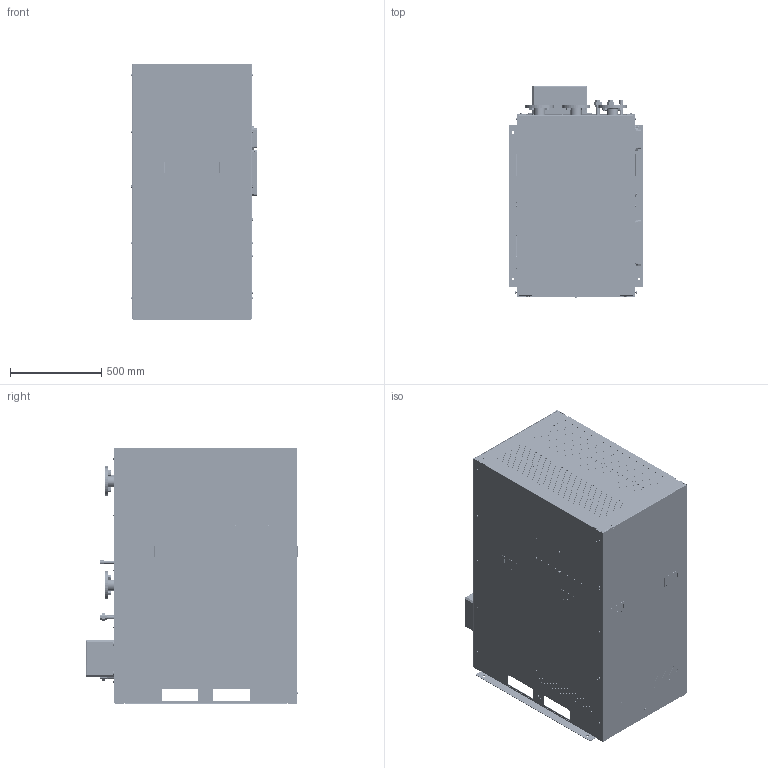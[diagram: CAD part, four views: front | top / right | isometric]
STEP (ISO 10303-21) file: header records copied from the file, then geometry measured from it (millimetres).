
FILE_DESCRIPTION(/* description */ (''),/* implementation_level */ '2;1');
FILE_NAME(/* name */ 'vm3hn-000-jis10-01.stp',/* time_stamp */ '2025-08-08T09:58:24+09:00',/* author */ ('shibuya'),/* organization */ (''),/* preprocessor_version */ 'ST-DEVELOPER v20',/* originating_system */ 'Autodesk Inventor 2025',/* authorisation */ '');
FILE_SCHEMA (('AUTOMOTIVE_DESIGN { 1 0 10303 214 3 1 1 }'));
Products named in the file (1): vm3hn-000-jis10-01
Bounding box: 736 x 1161 x 1401 mm (x, y, z)
Volume: 846782840.9 mm3; surface area: 16443463.6 mm2
Topology: 6 solids, 6 shells, 5199 faces, 13501 edges, 8671 vertices
Faces by surface type: plane 2877, cylinder 1692, cone 496, torus 76, bspline 44, sphere 14
Full cylindrical faces by diameter (mm): 3 x12, 3.571 x4, 3.8 x29, 4 x10, 4.134 x20, 4.3 x4, 4.5 x14, 4.51 x10, 4.9 x42, 5 x24, 5.2 x6, 5.3 x10, 5.5 x6, 6.647 x4, 7 x6, 8 x8, 8.2 x4, 9 x12, 10 x15, 10.106 x8, 12 x4, 12.2 x37, 12.7 x1, 12.8 x8, 13.835 x16, 14.95 x1, 15 x4, 16.1 x3, 17.3 x1, 19 x16
Entity records: 171537 total; most frequent: CARTESIAN_POINT 36703, DIRECTION 27143, ORIENTED_EDGE 26974, EDGE_CURVE 13487, AXIS2_PLACEMENT_3D 9608, VERTEX_POINT 8671, LINE 7927, VECTOR 7927
